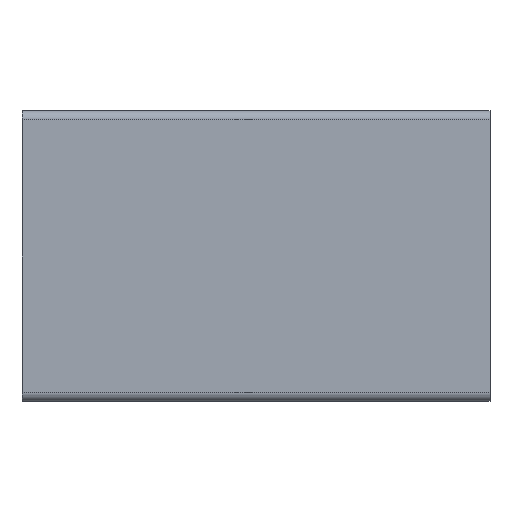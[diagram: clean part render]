
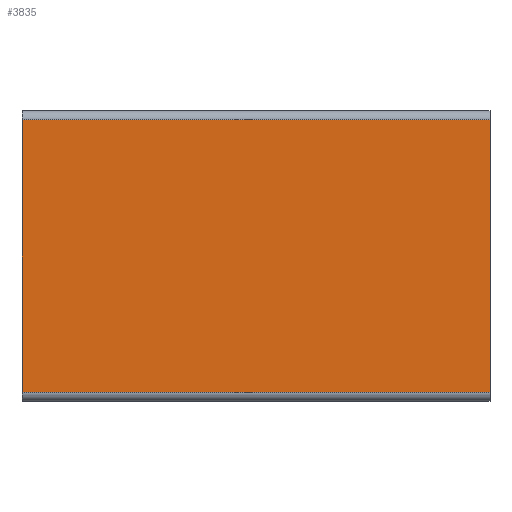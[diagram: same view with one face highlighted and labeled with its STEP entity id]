
A CAD part, front view. The second image highlights one B-rep face of the part: STEP entity #3835.
In plain terms, the highlighted planar face has unit normal (0, -1, 0).
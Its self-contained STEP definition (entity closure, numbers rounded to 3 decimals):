
#560=DIRECTION('',(0.,0.,-1.));
#561=VECTOR('',#560,9.2);
#562=CARTESIAN_POINT('',(15.8,-15.3,4.6));
#563=LINE('',#562,#561);
#932=DIRECTION('',(1.,0.,0.));
#933=VECTOR('',#932,15.8);
#934=CARTESIAN_POINT('',(0.,-15.3,-4.6));
#935=LINE('',#934,#933);
#972=DIRECTION('',(-1.,0.,0.));
#973=VECTOR('',#972,15.8);
#974=CARTESIAN_POINT('',(15.8,-15.3,4.6));
#975=LINE('',#974,#973);
#981=DIRECTION('',(0.,0.,-1.));
#982=VECTOR('',#981,9.2);
#983=CARTESIAN_POINT('',(0.,-15.3,4.6));
#984=LINE('',#983,#982);
#1799=CARTESIAN_POINT('',(0.,-15.3,-4.6));
#1800=VERTEX_POINT('',#1799);
#1801=CARTESIAN_POINT('',(15.8,-15.3,-4.6));
#1802=VERTEX_POINT('',#1801);
#1807=CARTESIAN_POINT('',(15.8,-15.3,4.6));
#1808=VERTEX_POINT('',#1807);
#1809=CARTESIAN_POINT('',(0.,-15.3,4.6));
#1810=VERTEX_POINT('',#1809);
#3824=CARTESIAN_POINT('',(0.,-15.3,0.));
#3825=DIRECTION('',(0.,-1.,0.));
#3826=DIRECTION('',(0.,0.,-1.));
#3827=AXIS2_PLACEMENT_3D('',#3824,#3825,#3826);
#3828=PLANE('',#3827);
#3829=ORIENTED_EDGE('',*,*,#3774,.F.);
#3830=ORIENTED_EDGE('',*,*,#3792,.F.);
#3831=ORIENTED_EDGE('',*,*,#3818,.F.);
#3832=ORIENTED_EDGE('',*,*,#3146,.T.);
#3833=EDGE_LOOP('',(#3829,#3830,#3831,#3832));
#3834=FACE_OUTER_BOUND('',#3833,.F.);
#3835=ADVANCED_FACE('',(#3834),#3828,.T.);
#3146=EDGE_CURVE('',#1808,#1802,#563,.T.);
#3774=EDGE_CURVE('',#1800,#1802,#935,.T.);
#3792=EDGE_CURVE('',#1810,#1800,#984,.T.);
#3818=EDGE_CURVE('',#1808,#1810,#975,.T.);
